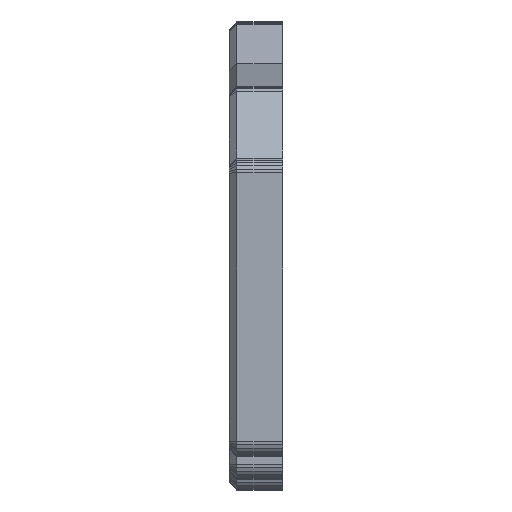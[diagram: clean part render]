
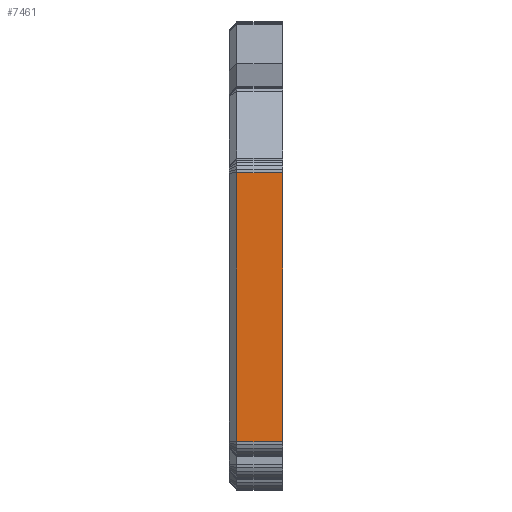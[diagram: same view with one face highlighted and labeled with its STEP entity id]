
A CAD part, left-side view. The second image highlights one B-rep face of the part: STEP entity #7461.
In plain terms, the highlighted planar face has unit normal (-1, 0, 0).
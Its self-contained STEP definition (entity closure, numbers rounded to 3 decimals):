
#468=FACE_OUTER_BOUND('',#888,.T.);
#888=EDGE_LOOP('',(#6685,#6686,#6687,#6688));
#1318=LINE('',#10602,#2333);
#1719=LINE('',#11413,#2734);
#1903=LINE('',#11779,#2918);
#1904=LINE('',#11781,#2919);
#2333=VECTOR('',#8604,10.);
#2734=VECTOR('',#9291,10.);
#2918=VECTOR('',#9675,10.);
#2919=VECTOR('',#9678,10.);
#3248=VERTEX_POINT('',#10599);
#3249=VERTEX_POINT('',#10601);
#3514=VERTEX_POINT('',#11405);
#3516=VERTEX_POINT('',#11411);
#4043=EDGE_CURVE('',#3249,#3248,#1318,.T.);
#4448=EDGE_CURVE('',#3516,#3514,#1719,.T.);
#4632=EDGE_CURVE('',#3248,#3514,#1903,.T.);
#4633=EDGE_CURVE('',#3249,#3516,#1904,.T.);
#6685=ORIENTED_EDGE('',*,*,#4448,.F.);
#6686=ORIENTED_EDGE('',*,*,#4633,.F.);
#6687=ORIENTED_EDGE('',*,*,#4043,.T.);
#6688=ORIENTED_EDGE('',*,*,#4632,.T.);
#7085=PLANE('',#7870);
#7461=ADVANCED_FACE('',(#468),#7085,.T.);
#7870=AXIS2_PLACEMENT_3D('',#11780,#9676,#9677);
#8604=DIRECTION('',(0.,0.,1.));
#9291=DIRECTION('',(0.,0.,1.));
#9675=DIRECTION('',(0.,1.,0.));
#9676=DIRECTION('center_axis',(-1.,0.,0.));
#9677=DIRECTION('ref_axis',(0.,0.,1.));
#9678=DIRECTION('',(0.,1.,0.));
#10599=CARTESIAN_POINT('',(-117.5,1.58,56.027));
#10601=CARTESIAN_POINT('',(-117.5,1.58,0.423));
#10602=CARTESIAN_POINT('',(-117.5,1.58,0.423));
#11405=CARTESIAN_POINT('',(-117.5,11.08,56.027));
#11411=CARTESIAN_POINT('',(-117.5,11.08,0.423));
#11413=CARTESIAN_POINT('',(-117.5,11.08,19.611));
#11779=CARTESIAN_POINT('',(-117.5,1.58,56.027));
#11780=CARTESIAN_POINT('Origin',(-117.5,1.58,0.423));
#11781=CARTESIAN_POINT('',(-117.5,1.58,0.423));
